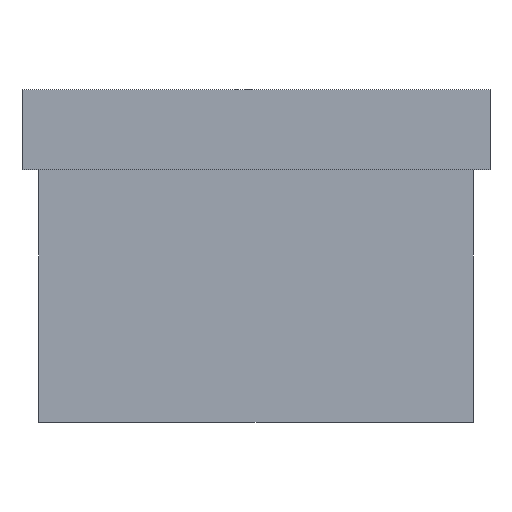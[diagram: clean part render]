
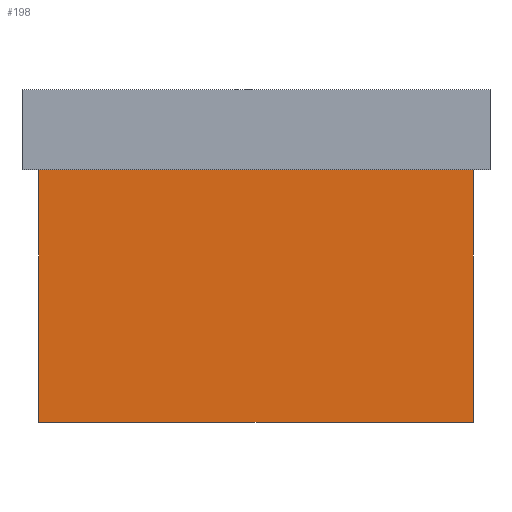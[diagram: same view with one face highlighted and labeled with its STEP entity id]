
A CAD part, front view. The second image highlights one B-rep face of the part: STEP entity #198.
In plain terms, the highlighted planar face has unit normal (0, -1, 0).
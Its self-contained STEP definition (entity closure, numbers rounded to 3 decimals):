
#52=ORIENTED_EDGE('',*,*,#88,.F.);
#53=ORIENTED_EDGE('',*,*,#87,.T.);
#54=ORIENTED_EDGE('',*,*,#89,.F.);
#55=ORIENTED_EDGE('',*,*,#69,.T.);
#69=EDGE_CURVE('',#94,#93,#109,.T.);
#87=EDGE_CURVE('',#105,#107,#127,.T.);
#88=EDGE_CURVE('',#105,#93,#128,.T.);
#89=EDGE_CURVE('',#94,#107,#129,.T.);
#93=VERTEX_POINT('',#278);
#94=VERTEX_POINT('',#280);
#105=VERTEX_POINT('',#312);
#107=VERTEX_POINT('',#316);
#109=LINE('',#279,#133);
#127=LINE('',#317,#151);
#128=LINE('',#319,#152);
#129=LINE('',#320,#153);
#133=VECTOR('',#231,1000.);
#151=VECTOR('',#261,1000.);
#152=VECTOR('',#264,1000.);
#153=VECTOR('',#265,1000.);
#164=EDGE_LOOP('',(#52,#53,#54,#55));
#176=FACE_BOUND('',#164,.T.);
#187=PLANE('',#222);
#198=ADVANCED_FACE('',(#176),#187,.T.);
#222=AXIS2_PLACEMENT_3D('',#318,#262,#263);
#231=DIRECTION('',(1.,0.,0.));
#261=DIRECTION('',(-1.,0.,0.));
#262=DIRECTION('',(0.,-1.,0.));
#263=DIRECTION('',(0.,0.,-1.));
#264=DIRECTION('',(0.,0.,-1.));
#265=DIRECTION('',(0.,0.,1.));
#278=CARTESIAN_POINT('',(162.5,17.,-124.5));
#279=CARTESIAN_POINT('',(-175.,17.,-124.5));
#280=CARTESIAN_POINT('',(-162.5,17.,-124.5));
#312=CARTESIAN_POINT('',(162.5,17.,64.5));
#316=CARTESIAN_POINT('',(-162.5,17.,64.5));
#317=CARTESIAN_POINT('',(175.,17.,64.5));
#318=CARTESIAN_POINT('',(0.,17.,0.));
#319=CARTESIAN_POINT('',(162.5,17.,64.5));
#320=CARTESIAN_POINT('',(-162.5,17.,-124.5));
